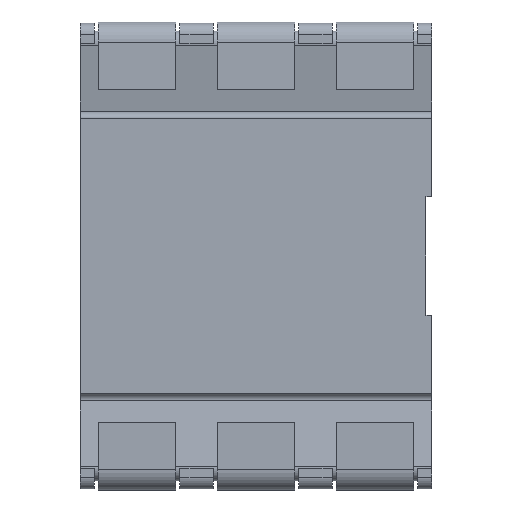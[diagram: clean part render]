
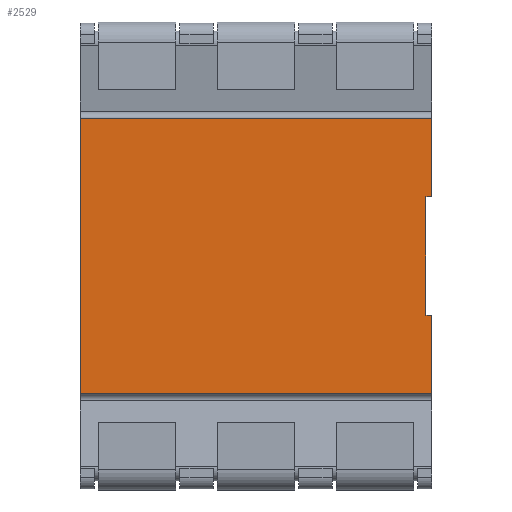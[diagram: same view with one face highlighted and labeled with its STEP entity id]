
A CAD part, front view. The second image highlights one B-rep face of the part: STEP entity #2529.
In plain terms, the highlighted planar face has unit normal (0, -1, 0).
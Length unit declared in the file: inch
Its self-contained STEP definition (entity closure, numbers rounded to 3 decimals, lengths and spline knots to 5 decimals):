
#2=DIRECTION('',(0.,0.,-1.));
#3=VECTOR('',#2,0.232);
#4=CARTESIAN_POINT('',(-0.098,-0.043,0.116));
#5=LINE('',#4,#3);
#6=DIRECTION('',(0.,0.,-1.));
#7=VECTOR('',#6,0.1);
#8=CARTESIAN_POINT('',(0.193,-0.043,0.05));
#9=LINE('',#8,#7);
#10=DIRECTION('',(1.,0.,0.));
#11=VECTOR('',#10,0.005);
#12=CARTESIAN_POINT('',(0.193,-0.043,-0.05));
#13=LINE('',#12,#11);
#14=DIRECTION('',(-1.,0.,0.));
#15=VECTOR('',#14,0.296);
#16=CARTESIAN_POINT('',(0.198,-0.043,-0.116));
#17=LINE('',#16,#15);
#101=DIRECTION('',(0.,0.,1.));
#102=VECTOR('',#101,0.066);
#103=CARTESIAN_POINT('',(0.198,-0.043,-0.116));
#104=LINE('',#103,#102);
#125=DIRECTION('',(1.,0.,0.));
#126=VECTOR('',#125,0.005);
#127=CARTESIAN_POINT('',(0.193,-0.043,0.05));
#128=LINE('',#127,#126);
#133=DIRECTION('',(0.,0.,1.));
#134=VECTOR('',#133,0.066);
#135=CARTESIAN_POINT('',(0.198,-0.043,0.05));
#136=LINE('',#135,#134);
#154=DIRECTION('',(-1.,0.,0.));
#155=VECTOR('',#154,0.296);
#156=CARTESIAN_POINT('',(0.198,-0.043,0.116));
#157=LINE('',#156,#155);
#1962=CARTESIAN_POINT('',(0.193,-0.043,-0.05));
#1963=CARTESIAN_POINT('',(0.198,-0.043,-0.05));
#1964=VERTEX_POINT('',#1962);
#1965=VERTEX_POINT('',#1963);
#1966=CARTESIAN_POINT('',(0.198,-0.043,-0.116));
#1967=VERTEX_POINT('',#1966);
#1968=CARTESIAN_POINT('',(0.198,-0.043,0.05));
#1969=CARTESIAN_POINT('',(0.198,-0.043,0.116));
#1970=VERTEX_POINT('',#1968);
#1971=VERTEX_POINT('',#1969);
#1972=CARTESIAN_POINT('',(0.193,-0.043,0.05));
#1973=VERTEX_POINT('',#1972);
#2470=CARTESIAN_POINT('',(-0.098,-0.043,0.116));
#2471=CARTESIAN_POINT('',(-0.098,-0.043,-0.116));
#2472=VERTEX_POINT('',#2470);
#2473=VERTEX_POINT('',#2471);
#2506=CARTESIAN_POINT('',(0.,-0.043,0.));
#2507=DIRECTION('',(0.,1.,0.));
#2508=DIRECTION('',(0.,0.,-1.));
#2509=AXIS2_PLACEMENT_3D('',#2506,#2507,#2508);
#2510=PLANE('',#2509);
#2512=ORIENTED_EDGE('',*,*,#2511,.F.);
#2514=ORIENTED_EDGE('',*,*,#2513,.F.);
#2516=ORIENTED_EDGE('',*,*,#2515,.F.);
#2518=ORIENTED_EDGE('',*,*,#2517,.F.);
#2520=ORIENTED_EDGE('',*,*,#2519,.T.);
#2522=ORIENTED_EDGE('',*,*,#2521,.T.);
#2524=ORIENTED_EDGE('',*,*,#2523,.F.);
#2526=ORIENTED_EDGE('',*,*,#2525,.T.);
#2527=EDGE_LOOP('',(#2512,#2514,#2516,#2518,#2520,#2522,#2524,#2526));
#2528=FACE_OUTER_BOUND('',#2527,.F.);
#2529=ADVANCED_FACE('',(#2528),#2510,.F.);
#2511=EDGE_CURVE('',#2472,#2473,#5,.T.);
#2513=EDGE_CURVE('',#1971,#2472,#157,.T.);
#2515=EDGE_CURVE('',#1970,#1971,#136,.T.);
#2517=EDGE_CURVE('',#1973,#1970,#128,.T.);
#2519=EDGE_CURVE('',#1973,#1964,#9,.T.);
#2521=EDGE_CURVE('',#1964,#1965,#13,.T.);
#2523=EDGE_CURVE('',#1967,#1965,#104,.T.);
#2525=EDGE_CURVE('',#1967,#2473,#17,.T.);
